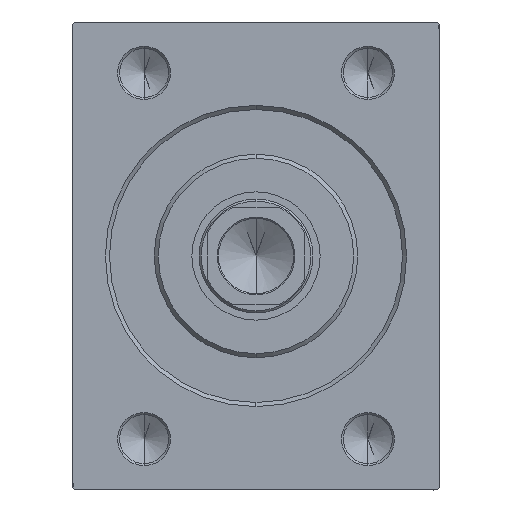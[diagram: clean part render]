
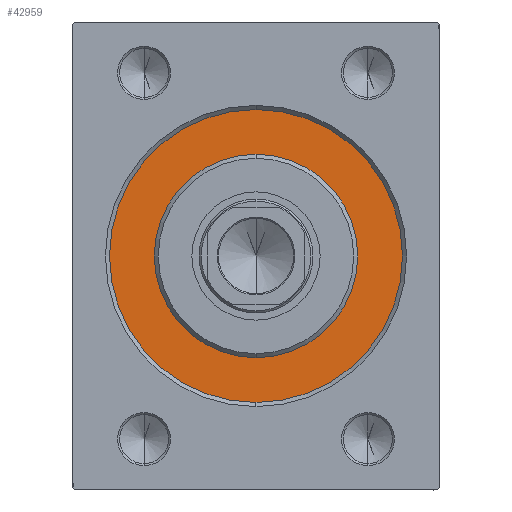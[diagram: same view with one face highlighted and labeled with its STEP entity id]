
A CAD part, left-side view. The second image highlights one B-rep face of the part: STEP entity #42959.
In plain terms, the highlighted face is planar.
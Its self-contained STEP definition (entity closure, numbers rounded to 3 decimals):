
#222 = AXIS2_PLACEMENT_3D ( 'NONE', #40468, #33625, #2465 ) ;
#2465 = DIRECTION ( 'NONE',  ( 0., 0., -1. ) ) ;
#2471 = CARTESIAN_POINT ( 'NONE',  ( 0., 0., -25. ) ) ;
#4489 = VERTEX_POINT ( 'NONE', #31063 ) ;
#4629 = AXIS2_PLACEMENT_3D ( 'NONE', #6691, #31012, #18478 ) ;
#5305 = CIRCLE ( 'NONE', #222, 25. ) ;
#6691 = CARTESIAN_POINT ( 'NONE',  ( 0., 0., 0. ) ) ;
#10009 = DIRECTION ( 'NONE',  ( -1., 0., 0. ) ) ;
#10010 = VERTEX_POINT ( 'NONE', #44305 ) ;
#10089 = FACE_OUTER_BOUND ( 'NONE', #25826, .T. ) ;
#11639 = EDGE_CURVE ( 'NONE', #4489, #17447, #24803, .T. ) ;
#12260 = DIRECTION ( 'NONE',  ( 1., 0., 0. ) ) ;
#14829 = AXIS2_PLACEMENT_3D ( 'NONE', #38300, #34654, #44452 ) ;
#15459 = CARTESIAN_POINT ( 'NONE',  ( 0., 0., 0. ) ) ;
#17447 = VERTEX_POINT ( 'NONE', #35233 ) ;
#18478 = DIRECTION ( 'NONE',  ( 0., 0., 1. ) ) ;
#20544 = PLANE ( 'NONE',  #4629 ) ;
#20911 = DIRECTION ( 'NONE',  ( 0., 0., 1. ) ) ;
#21438 = VERTEX_POINT ( 'NONE', #2471 ) ;
#22944 = DIRECTION ( 'NONE',  ( 0., 0., -1. ) ) ;
#24319 = ORIENTED_EDGE ( 'NONE', *, *, #39873, .F. ) ;
#24803 = CIRCLE ( 'NONE', #39336, 36. ) ;
#25053 = AXIS2_PLACEMENT_3D ( 'NONE', #15459, #12260, #22944 ) ;
#25826 = EDGE_LOOP ( 'NONE', ( #26845, #26779 ) ) ;
#26779 = ORIENTED_EDGE ( 'NONE', *, *, #42133, .F. ) ;
#26845 = ORIENTED_EDGE ( 'NONE', *, *, #11639, .F. ) ;
#27363 = FACE_BOUND ( 'NONE', #40451, .T. ) ;
#27477 = EDGE_CURVE ( 'NONE', #10010, #21438, #40336, .T. ) ;
#31012 = DIRECTION ( 'NONE',  ( -1., 0., 0. ) ) ;
#31063 = CARTESIAN_POINT ( 'NONE',  ( 0., 0., -36. ) ) ;
#31153 = CARTESIAN_POINT ( 'NONE',  ( 0., 0., 0. ) ) ;
#32921 = CIRCLE ( 'NONE', #14829, 36. ) ;
#33625 = DIRECTION ( 'NONE',  ( 1., 0., 0. ) ) ;
#34654 = DIRECTION ( 'NONE',  ( -1., 0., 0. ) ) ;
#35233 = CARTESIAN_POINT ( 'NONE',  ( 0., 0., 36. ) ) ;
#38300 = CARTESIAN_POINT ( 'NONE',  ( 0., 0., 0. ) ) ;
#39336 = AXIS2_PLACEMENT_3D ( 'NONE', #31153, #10009, #20911 ) ;
#39873 = EDGE_CURVE ( 'NONE', #21438, #10010, #5305, .T. ) ;
#40336 = CIRCLE ( 'NONE', #25053, 25. ) ;
#40451 = EDGE_LOOP ( 'NONE', ( #42857, #24319 ) ) ;
#40468 = CARTESIAN_POINT ( 'NONE',  ( 0., 0., 0. ) ) ;
#42133 = EDGE_CURVE ( 'NONE', #17447, #4489, #32921, .T. ) ;
#42857 = ORIENTED_EDGE ( 'NONE', *, *, #27477, .F. ) ;
#42959 = ADVANCED_FACE ( 'NONE', ( #27363, #10089 ), #20544, .F. ) ;
#44305 = CARTESIAN_POINT ( 'NONE',  ( 0., 0., 25. ) ) ;
#44452 = DIRECTION ( 'NONE',  ( 0., 0., 1. ) ) ;
